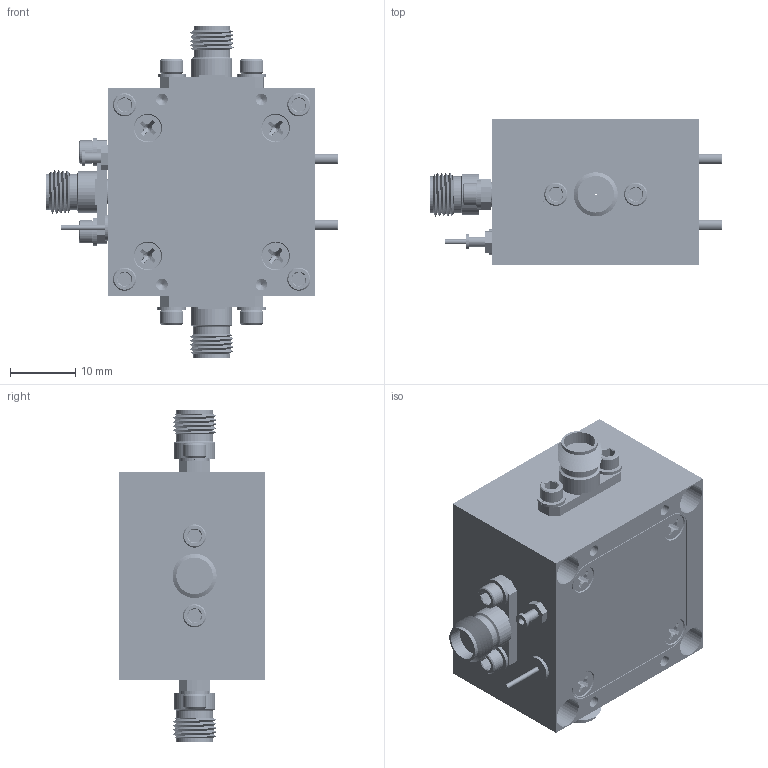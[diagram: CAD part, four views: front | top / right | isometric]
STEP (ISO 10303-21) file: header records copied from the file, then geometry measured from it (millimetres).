
FILE_DESCRIPTION (( 'STEP AP203' ), '1' );
FILE_NAME ('SFT-70376315-12KFSF-E1-M.STEP', '2018-10-17T20:05:04', ( '' ), ( '' ), 'SwSTEP 2.0', 'SolidWorks 2016', '' );
FILE_SCHEMA (( 'CONFIG_CONTROL_DESIGN' ));
Length unit declared in the file: inch
Products named in the file (1): SFT-70376315-12KFSF-E1-M
Bounding box: 44.78 x 22.35 x 50.8 mm (x, y, z)
Volume: 15694.4 mm3; surface area: 15810.2 mm2
Topology: 35 solids, 35 shells, 2062 faces, 5556 edges, 3564 vertices
Faces by surface type: cylinder 1241, plane 429, cone 334, bspline 52, torus 6
Entity records: 93209 total; most frequent: CARTESIAN_POINT 47380, ORIENTED_EDGE 10960, DIRECTION 8321, EDGE_CURVE 5480, VERTEX_POINT 3564, AXIS2_PLACEMENT_3D 3072, EDGE_LOOP 2202, VECTOR 2177
